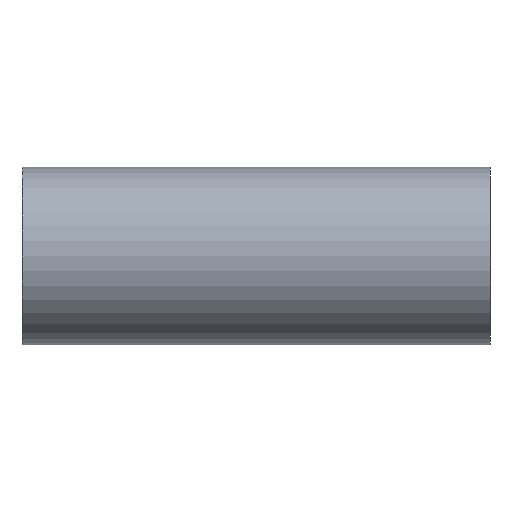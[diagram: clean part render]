
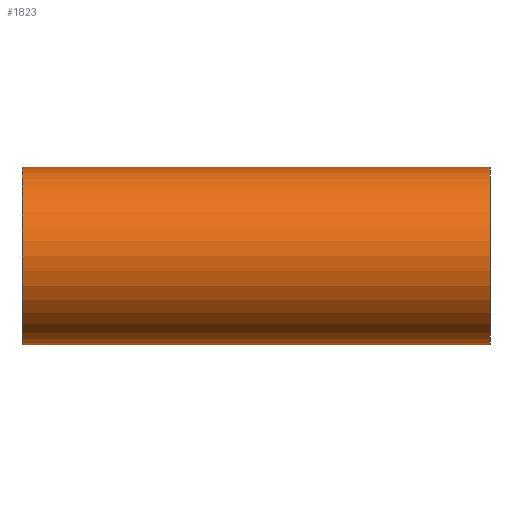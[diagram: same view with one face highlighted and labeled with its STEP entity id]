
A CAD part, left-side view. The second image highlights one B-rep face of the part: STEP entity #1823.
In plain terms, the highlighted cylindrical face has radius 26.5 mm (diameter 53 mm), a full revolution.
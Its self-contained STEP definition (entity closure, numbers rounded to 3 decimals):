
#1627=CARTESIAN_POINT('',(21.607,0.,-15.342));
#1628=VERTEX_POINT('',#1627);
#1636=CARTESIAN_POINT('',(21.607,0.,-15.342));
#1637=CARTESIAN_POINT('',(21.607,0.946,-15.342));
#1638=CARTESIAN_POINT('',(21.68,2.204,-15.241));
#1639=CARTESIAN_POINT('',(21.92,4.048,-14.893));
#1640=CARTESIAN_POINT('',(22.194,5.539,-14.486));
#1641=CARTESIAN_POINT('',(22.58,7.096,-13.878));
#1642=CARTESIAN_POINT('',(22.901,8.175,-13.337));
#1643=CARTESIAN_POINT('',(23.238,9.213,-12.744));
#1644=CARTESIAN_POINT('',(23.634,10.327,-12.005));
#1645=CARTESIAN_POINT('',(24.126,11.557,-10.983));
#1646=CARTESIAN_POINT('',(24.48,12.38,-10.156));
#1647=CARTESIAN_POINT('',(24.825,13.153,-9.286));
#1648=CARTESIAN_POINT('',(25.199,13.952,-8.248));
#1649=CARTESIAN_POINT('',(25.639,14.848,-6.764));
#1650=CARTESIAN_POINT('',(26.01,15.575,-5.166));
#1651=CARTESIAN_POINT('',(26.265,16.061,-3.625));
#1652=CARTESIAN_POINT('',(26.389,16.293,-2.48));
#1653=CARTESIAN_POINT('',(26.476,16.455,-1.318));
#1654=CARTESIAN_POINT('',(26.52,16.536,0.001));
#1655=CARTESIAN_POINT('',(26.461,16.427,1.762));
#1656=CARTESIAN_POINT('',(26.269,16.069,3.681));
#1657=CARTESIAN_POINT('',(25.906,15.376,5.724));
#1658=CARTESIAN_POINT('',(25.498,14.565,7.261));
#1659=CARTESIAN_POINT('',(25.087,13.713,8.559));
#1660=CARTESIAN_POINT('',(24.755,13.001,9.483));
#1661=CARTESIAN_POINT('',(24.346,12.072,10.479));
#1662=CARTESIAN_POINT('',(23.931,11.077,11.4));
#1663=CARTESIAN_POINT('',(23.573,10.149,12.115));
#1664=CARTESIAN_POINT('',(23.106,8.833,12.987));
#1665=CARTESIAN_POINT('',(22.718,7.602,13.653));
#1666=CARTESIAN_POINT('',(22.358,6.205,14.228));
#1667=CARTESIAN_POINT('',(22.187,5.432,14.491));
#1668=CARTESIAN_POINT('',(21.952,4.251,14.847));
#1669=CARTESIAN_POINT('',(21.693,2.521,15.222));
#1670=CARTESIAN_POINT('',(21.575,0.211,15.387));
#1671=CARTESIAN_POINT('',(21.639,-1.473,15.297));
#1672=CARTESIAN_POINT('',(21.784,-3.131,15.09));
#1673=CARTESIAN_POINT('',(22.06,-4.967,14.691));
#1674=CARTESIAN_POINT('',(22.606,-7.249,13.845));
#1675=CARTESIAN_POINT('',(23.276,-9.368,12.697));
#1676=CARTESIAN_POINT('',(23.875,-10.943,11.524));
#1677=CARTESIAN_POINT('',(24.586,-12.646,9.946));
#1678=CARTESIAN_POINT('',(25.157,-13.871,8.421));
#1679=CARTESIAN_POINT('',(25.633,-14.833,6.751));
#1680=CARTESIAN_POINT('',(25.972,-15.503,5.35));
#1681=CARTESIAN_POINT('',(26.302,-16.132,3.494));
#1682=CARTESIAN_POINT('',(26.509,-16.516,1.179));
#1683=CARTESIAN_POINT('',(26.508,-16.515,-1.18));
#1684=CARTESIAN_POINT('',(26.302,-16.132,-3.495));
#1685=CARTESIAN_POINT('',(25.906,-15.376,-5.723));
#1686=CARTESIAN_POINT('',(25.361,-14.294,-7.775));
#1687=CARTESIAN_POINT('',(24.759,-13.019,-9.496));
#1688=CARTESIAN_POINT('',(24.168,-11.662,-10.896));
#1689=CARTESIAN_POINT('',(23.453,-9.871,-12.383));
#1690=CARTESIAN_POINT('',(22.755,-7.803,-13.602));
#1691=CARTESIAN_POINT('',(22.195,-5.544,-14.484));
#1692=CARTESIAN_POINT('',(21.865,-3.747,-14.975));
#1693=CARTESIAN_POINT('',(21.655,-1.893,-15.274));
#1694=CARTESIAN_POINT('',(21.607,-0.63,-15.342));
#1695=CARTESIAN_POINT('',(21.607,0.,-15.342));
#1696=B_SPLINE_CURVE_WITH_KNOTS('',3,(#1636,#1637,#1638,#1639,#1640,#1641,#1642,#1643,#1644,#1645,#1646,#1647,#1648,#1649,#1650,#1651,#1652,#1653,#1654,#1655,#1656,#1657,#1658,#1659,#1660,#1661,#1662,#1663,#1664,#1665,#1666,#1667,#1668,#1669,#1670,#1671,#1672,#1673,#1674,#1675,#1676,#1677,#1678,#1679,#1680,#1681,#1682,#1683,#1684,#1685,#1686,#1687,#1688,#1689,#1690,#1691,#1692,#1693,#1694,#1695),.UNSPECIFIED.,.T.,.U.,(4,1,1,1,1,1,1,1,1,1,1,1,1,1,1,1,1,1,1,1,1,1,1,1,1,1,1,1,1,1,1,1,1,1,1,1,1,1,1,1,1,1,1,1,1,1,1,1,1,1,1,1,1,1,1,1,1,4),(-8.96,-8.72,-8.64,-8.48,-8.32,-8.2,-8.16,-8.,-7.84,-7.72,-7.68,-7.52,-7.36,-7.2,-7.04,-6.92,-6.88,-6.72,-6.56,-6.4,-6.187,-5.973,-5.92,-5.76,-5.653,-5.547,-5.387,-5.333,-5.12,-5.013,-4.933,-4.907,-4.693,-4.48,-4.32,-4.267,-4.053,-3.84,-3.627,-3.413,-3.307,-2.987,-2.88,-2.773,-2.56,-2.347,-2.133,-1.92,-1.707,-1.493,-1.28,-1.12,-0.96,-0.64,-0.48,-0.32,-0.16,0.0),.UNSPECIFIED.);
#1697=EDGE_CURVE('',#1628,#1628,#1696,.T.);
#1793=CARTESIAN_POINT('',(0.,0.0,0.0));
#1794=DIRECTION('',(0.,-1.0,0.0));
#1795=DIRECTION('',(1.0,0.0,0.0));
#1796=AXIS2_PLACEMENT_3D('',#1793,#1794,#1795);
#1797=CYLINDRICAL_SURFACE('',#1796,26.5);
#1798=CARTESIAN_POINT('',(26.5,-70.,0.0));
#1799=VERTEX_POINT('',#1798);
#1800=CARTESIAN_POINT('',(0.,-70.,0.0));
#1801=DIRECTION('',(0.0,-1.0,0.0));
#1802=DIRECTION('',(1.0,0.0,0.0));
#1803=AXIS2_PLACEMENT_3D('',#1800,#1801,#1802);
#1804=CIRCLE('',#1803,26.5);
#1805=EDGE_CURVE('',#1799,#1799,#1804,.T.);
#1806=ORIENTED_EDGE('',*,*,#1805,.F.);
#1807=EDGE_LOOP('',(#1806));
#1808=FACE_OUTER_BOUND('',#1807,.T.);
#1809=CARTESIAN_POINT('',(26.5,70.,0.0));
#1810=VERTEX_POINT('',#1809);
#1811=CARTESIAN_POINT('',(0.,70.0,0.0));
#1812=DIRECTION('',(0.0,-1.0,0.0));
#1813=DIRECTION('',(1.0,0.0,0.0));
#1814=AXIS2_PLACEMENT_3D('',#1811,#1812,#1813);
#1815=CIRCLE('',#1814,26.5);
#1816=EDGE_CURVE('',#1810,#1810,#1815,.T.);
#1817=ORIENTED_EDGE('',*,*,#1816,.T.);
#1818=EDGE_LOOP('',(#1817));
#1819=FACE_BOUND('',#1818,.T.);
#1820=ORIENTED_EDGE('',*,*,#1697,.F.);
#1821=EDGE_LOOP('',(#1820));
#1822=FACE_BOUND('',#1821,.T.);
#1823=ADVANCED_FACE('',(#1808,#1819,#1822),#1797,.T.);
